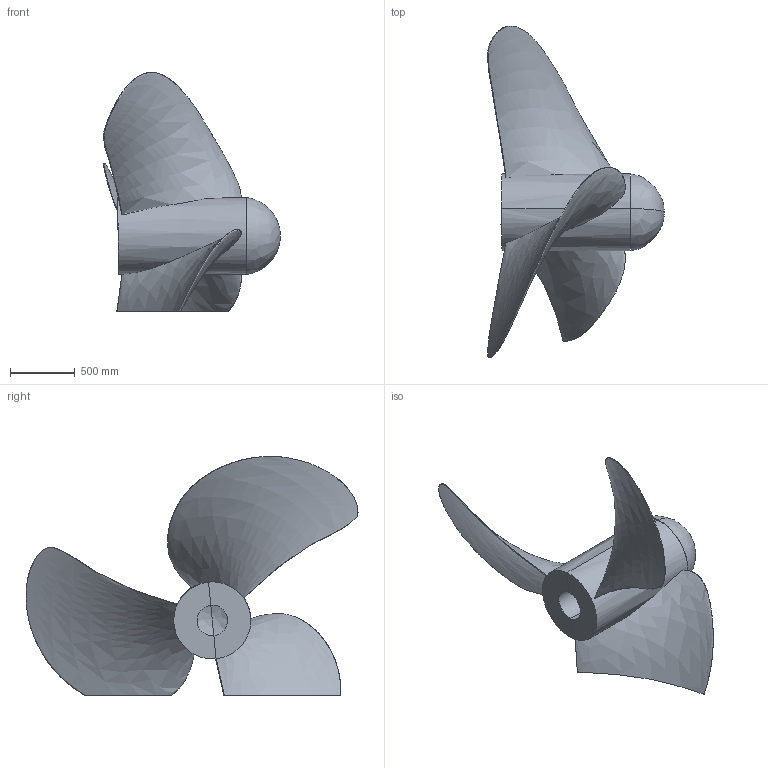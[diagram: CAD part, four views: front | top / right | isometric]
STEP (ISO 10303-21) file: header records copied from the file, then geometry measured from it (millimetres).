
FILE_DESCRIPTION(/* description */ (''),/* implementation_level */ '2;1');
FILE_NAME(/* name */ 'vertical_propeller',/* time_stamp */ '2015-05-06T23:39:22-07:00',/* author */ (''),/* organization */ (''),/* preprocessor_version */ 'ST-DEVELOPER v15',/* originating_system */ '',/* authorisation */ '');
FILE_SCHEMA (('AUTOMOTIVE_DESIGN'));
Length unit declared in the file: millimetre
Products named in the file (1): Document
Bounding box: 1361.17 x 2558.08 x 1841.23 mm (x, y, z)
Volume: 218838283.9 mm3; surface area: 10394293.1 mm2
Topology: 1 solids, 5 shells, 13 faces, 36 edges, 26 vertices
Faces by surface type: bspline 13
Entity records: 3304 total; most frequent: CARTESIAN_POINT 3037, ORIENTED_EDGE 51, EDGE_CURVE 33, VERTEX_POINT 24, B_SPLINE_CURVE_WITH_KNOTS 21, EDGE_LOOP 14, ADVANCED_FACE 13, FACE_OUTER_BOUND 13
